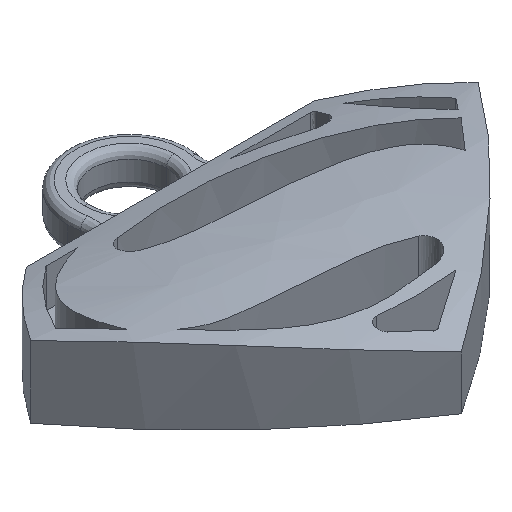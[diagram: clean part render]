
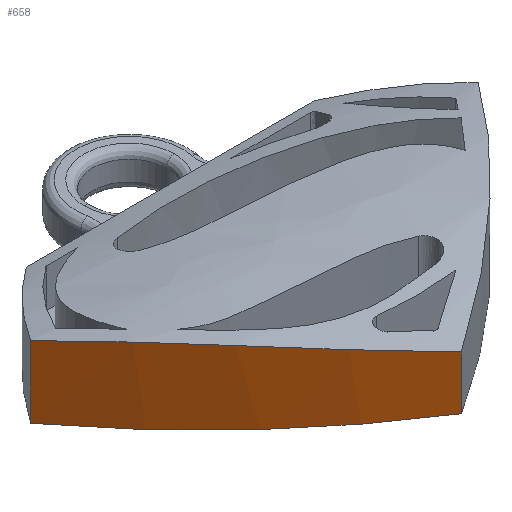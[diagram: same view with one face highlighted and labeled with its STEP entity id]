
A CAD part, isometric view. The second image highlights one B-rep face of the part: STEP entity #658.
In plain terms, the highlighted free-form (B-spline) face has degree [5, 1] with [9, 2] control points.
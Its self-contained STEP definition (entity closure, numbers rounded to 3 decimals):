
#231 = VERTEX_POINT('',#232);
#232 = CARTESIAN_POINT('',(56.894,14.45,
    5.768));
#241 = EDGE_CURVE('',#231,#242,#244,.T.);
#242 = VERTEX_POINT('',#243);
#243 = CARTESIAN_POINT('',(20.04,48.564,
    8.761));
#244 = B_SPLINE_CURVE_WITH_KNOTS('',5,(#245,#246,#247,#248,#249,#250),
  .UNSPECIFIED.,.F.,.F.,(6,6),(0.,118.124),
  .PIECEWISE_BEZIER_KNOTS.);
#245 = CARTESIAN_POINT('',(56.894,14.45,
    5.768));
#246 = CARTESIAN_POINT('',(48.345,19.863,
    7.412));
#247 = CARTESIAN_POINT('',(40.327,26.001,
    8.81));
#248 = CARTESIAN_POINT('',(32.893,32.865,
    9.728));
#249 = CARTESIAN_POINT('',(26.112,40.44,
    9.803));
#250 = CARTESIAN_POINT('',(20.04,48.564,
    8.761));
#625 = EDGE_CURVE('',#231,#626,#628,.T.);
#626 = VERTEX_POINT('',#627);
#627 = CARTESIAN_POINT('',(56.894,14.45,
    -3.036));
#628 = B_SPLINE_CURVE_WITH_KNOTS('',1,(#629,#630),.UNSPECIFIED.,.F.,.F.,
  (2,2),(-9.5,5.),.PIECEWISE_BEZIER_KNOTS.);
#629 = CARTESIAN_POINT('',(56.894,14.45,
    5.768));
#630 = CARTESIAN_POINT('',(56.894,14.45,
    -3.036));
#658 = ADVANCED_FACE('',(#659),#676,.F.);
#659 = FACE_BOUND('',#660,.F.);
#660 = EDGE_LOOP('',(#661,#662,#670,#675));
#661 = ORIENTED_EDGE('',*,*,#625,.T.);
#662 = ORIENTED_EDGE('',*,*,#663,.F.);
#663 = EDGE_CURVE('',#664,#626,#666,.T.);
#664 = VERTEX_POINT('',#665);
#665 = CARTESIAN_POINT('',(20.04,48.564,
    -3.036));
#666 = B_SPLINE_CURVE_WITH_KNOTS('',2,(#667,#668,#669),.UNSPECIFIED.,.F.
  ,.F.,(3,3),(0.,83.066),.PIECEWISE_BEZIER_KNOTS.);
#667 = CARTESIAN_POINT('',(20.04,48.564,
    -3.036));
#668 = CARTESIAN_POINT('',(35.335,28.102,
    -3.036));
#669 = CARTESIAN_POINT('',(56.894,14.45,
    -3.036));
#670 = ORIENTED_EDGE('',*,*,#671,.F.);
#671 = EDGE_CURVE('',#242,#664,#672,.T.);
#672 = B_SPLINE_CURVE_WITH_KNOTS('',1,(#673,#674),.UNSPECIFIED.,.F.,.F.,
  (2,2),(-14.43,5.),.PIECEWISE_BEZIER_KNOTS.);
#673 = CARTESIAN_POINT('',(20.04,48.564,
    8.761));
#674 = CARTESIAN_POINT('',(20.04,48.564,
    -3.036));
#675 = ORIENTED_EDGE('',*,*,#241,.F.);
#676 = B_SPLINE_SURFACE_WITH_KNOTS('',5,1,(
    (#677,#678)
    ,(#679,#680)
    ,(#681,#682)
    ,(#683,#684)
    ,(#685,#686)
    ,(#687,#688)
    ,(#689,#690)
    ,(#691,#692)
    ,(#693,#694
    )),.UNSPECIFIED.,.F.,.F.,.F.,(6,3,6),(2,2),(0.,42.952,
    83.066),(-17.198,5.),.UNSPECIFIED.);
#677 = CARTESIAN_POINT('',(20.04,48.564,
    10.442));
#678 = CARTESIAN_POINT('',(20.04,48.564,
    -3.036));
#679 = CARTESIAN_POINT('',(23.203,44.332,
    10.442));
#680 = CARTESIAN_POINT('',(23.203,44.332,
    -3.036));
#681 = CARTESIAN_POINT('',(26.534,40.282,
    10.442));
#682 = CARTESIAN_POINT('',(26.534,40.282,
    -3.036));
#683 = CARTESIAN_POINT('',(30.033,36.414,
    10.442));
#684 = CARTESIAN_POINT('',(30.033,36.414,
    -3.036));
#685 = CARTESIAN_POINT('',(37.122,29.285,
    10.442));
#686 = CARTESIAN_POINT('',(37.122,29.285,
    -3.036));
#687 = CARTESIAN_POINT('',(44.839,22.838,
    10.442));
#688 = CARTESIAN_POINT('',(44.839,22.838,
    -3.036));
#689 = CARTESIAN_POINT('',(48.711,19.883,10.442
    ));
#690 = CARTESIAN_POINT('',(48.711,19.883,-3.036
    ));
#691 = CARTESIAN_POINT('',(52.729,17.087,10.442
    ));
#692 = CARTESIAN_POINT('',(52.729,17.087,-3.036
    ));
#693 = CARTESIAN_POINT('',(56.894,14.45,
    10.442));
#694 = CARTESIAN_POINT('',(56.894,14.45,
    -3.036));
